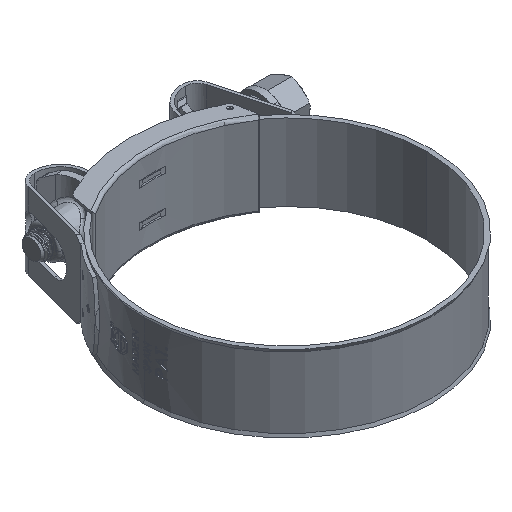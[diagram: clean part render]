
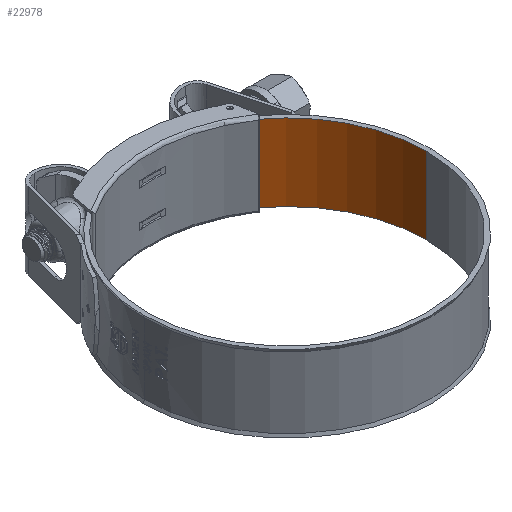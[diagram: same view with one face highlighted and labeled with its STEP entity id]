
A CAD part, isometric view. The second image highlights one B-rep face of the part: STEP entity #22978.
In plain terms, the highlighted cylindrical face has radius 45.5 mm (diameter 91 mm), a partial arc.
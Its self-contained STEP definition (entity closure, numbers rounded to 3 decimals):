
#2133 = ORIENTED_EDGE ( 'NONE', *, *, #11910, .F. ) ;
#2336 = EDGE_CURVE ( 'NONE', #13204, #56220, #70314, .T. ) ;
#3175 = CARTESIAN_POINT ( 'NONE',  ( 45.5, 0., -25. ) ) ;
#11910 = EDGE_CURVE ( 'NONE', #19453, #55202, #45476, .T. ) ;
#13204 = VERTEX_POINT ( 'NONE', #53955 ) ;
#16056 = CARTESIAN_POINT ( 'NONE',  ( 0., 0., 0. ) ) ;
#19427 = CARTESIAN_POINT ( 'NONE',  ( 20.268, 40.736, -25. ) ) ;
#19453 = VERTEX_POINT ( 'NONE', #30554 ) ;
#20895 = CARTESIAN_POINT ( 'NONE',  ( 45.5, 0., -25. ) ) ;
#22162 = VECTOR ( 'NONE', #24904, 1000. ) ;
#22978 = ADVANCED_FACE ( 'NONE', ( #27879 ), #25996, .F. ) ;
#23395 = CARTESIAN_POINT ( 'NONE',  ( 0., 0., -25. ) ) ;
#24115 = CARTESIAN_POINT ( 'NONE',  ( 0., 0., -25. ) ) ;
#24904 = DIRECTION ( 'NONE',  ( 0., 0., 1. ) ) ;
#25996 = CYLINDRICAL_SURFACE ( 'NONE', #35545, 45.5 ) ;
#27879 = FACE_OUTER_BOUND ( 'NONE', #67546, .T. ) ;
#29372 = EDGE_CURVE ( 'NONE', #13204, #19453, #49216, .T. ) ;
#30554 = CARTESIAN_POINT ( 'NONE',  ( 20.268, 40.736, 0. ) ) ;
#35336 = DIRECTION ( 'NONE',  ( 0., 0., -1. ) ) ;
#35545 = AXIS2_PLACEMENT_3D ( 'NONE', #23395, #65546, #47123 ) ;
#37695 = ORIENTED_EDGE ( 'NONE', *, *, #29372, .F. ) ;
#40304 = DIRECTION ( 'NONE',  ( 0., 0., -1. ) ) ;
#44815 = DIRECTION ( 'NONE',  ( 0., 0., 1. ) ) ;
#45476 = CIRCLE ( 'NONE', #51998, 45.5 ) ;
#46227 = ORIENTED_EDGE ( 'NONE', *, *, #74856, .T. ) ;
#47123 = DIRECTION ( 'NONE',  ( 1., 0., 0. ) ) ;
#49216 = LINE ( 'NONE', #19427, #22162 ) ;
#51454 = ORIENTED_EDGE ( 'NONE', *, *, #2336, .T. ) ;
#51998 = AXIS2_PLACEMENT_3D ( 'NONE', #16056, #40304, #57796 ) ;
#53955 = CARTESIAN_POINT ( 'NONE',  ( 20.268, 40.736, -25. ) ) ;
#54521 = LINE ( 'NONE', #3175, #57361 ) ;
#55202 = VERTEX_POINT ( 'NONE', #76736 ) ;
#56220 = VERTEX_POINT ( 'NONE', #20895 ) ;
#57361 = VECTOR ( 'NONE', #44815, 1000. ) ;
#57796 = DIRECTION ( 'NONE',  ( 1., 0., 0. ) ) ;
#65546 = DIRECTION ( 'NONE',  ( 0., 0., 1. ) ) ;
#66519 = AXIS2_PLACEMENT_3D ( 'NONE', #24115, #35336, #77006 ) ;
#67546 = EDGE_LOOP ( 'NONE', ( #51454, #46227, #2133, #37695 ) ) ;
#70314 = CIRCLE ( 'NONE', #66519, 45.5 ) ;
#74856 = EDGE_CURVE ( 'NONE', #56220, #55202, #54521, .T. ) ;
#76736 = CARTESIAN_POINT ( 'NONE',  ( 45.5, 0., 0. ) ) ;
#77006 = DIRECTION ( 'NONE',  ( 1., 0., 0. ) ) ;
